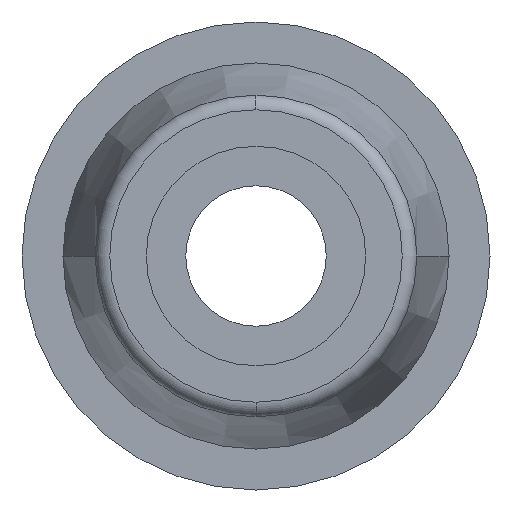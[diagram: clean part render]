
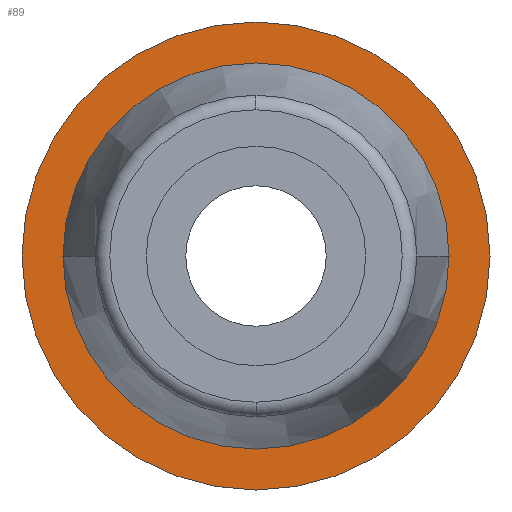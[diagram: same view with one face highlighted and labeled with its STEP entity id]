
A CAD part, front view. The second image highlights one B-rep face of the part: STEP entity #89.
In plain terms, the highlighted planar face has unit normal (0, -1, 0).
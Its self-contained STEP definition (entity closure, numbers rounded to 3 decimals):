
#89=ADVANCED_FACE('',(#224,#225),#226,.T.);
#224=FACE_OUTER_BOUND('',#413,.T.);
#225=FACE_BOUND('',#414,.T.);
#226=PLANE('',#415);
#413=EDGE_LOOP('',(#616,#617));
#414=EDGE_LOOP('',(#618,#619));
#415=AXIS2_PLACEMENT_3D('',#620,#621,#622);
#616=ORIENTED_EDGE('',*,*,#1066,.T.);
#617=ORIENTED_EDGE('',*,*,#1067,.T.);
#618=ORIENTED_EDGE('',*,*,#1068,.F.);
#619=ORIENTED_EDGE('',*,*,#1069,.F.);
#620=CARTESIAN_POINT('',(0.0,20.2,0.0));
#621=DIRECTION('',(0.0,-1.0,0.0));
#622=DIRECTION('',(-1.0,0.0,0.0));
#1066=EDGE_CURVE('',#1256,#1257,#1258,.T.);
#1067=EDGE_CURVE('',#1257,#1256,#1259,.T.);
#1068=EDGE_CURVE('',#1260,#1261,#1262,.T.);
#1069=EDGE_CURVE('',#1261,#1260,#1263,.T.);
#1256=VERTEX_POINT('',#1509);
#1257=VERTEX_POINT('',#1510);
#1258=CIRCLE('',#1511,8.0);
#1259=CIRCLE('',#1512,8.0);
#1260=VERTEX_POINT('',#1513);
#1261=VERTEX_POINT('',#1514);
#1262=CIRCLE('',#1515,6.6);
#1263=CIRCLE('',#1516,6.6);
#1509=CARTESIAN_POINT('',(8.0,20.2,0.0));
#1510=CARTESIAN_POINT('',(-8.0,20.2,0.));
#1511=AXIS2_PLACEMENT_3D('',#1785,#1786,#1787);
#1512=AXIS2_PLACEMENT_3D('',#1788,#1789,#1790);
#1513=CARTESIAN_POINT('',(-6.6,20.2,0.));
#1514=CARTESIAN_POINT('',(6.6,20.2,0.));
#1515=AXIS2_PLACEMENT_3D('',#1791,#1792,#1793);
#1516=AXIS2_PLACEMENT_3D('',#1794,#1795,#1796);
#1785=CARTESIAN_POINT('',(0.0,20.2,0.0));
#1786=DIRECTION('',(0.0,-1.0,0.0));
#1787=DIRECTION('',(1.0,0.0,0.0));
#1788=CARTESIAN_POINT('',(0.0,20.2,0.0));
#1789=DIRECTION('',(0.0,-1.0,0.0));
#1790=DIRECTION('',(1.0,0.0,0.0));
#1791=CARTESIAN_POINT('',(0.0,20.2,0.0));
#1792=DIRECTION('',(0.0,-1.0,0.0));
#1793=DIRECTION('',(1.0,0.0,0.0));
#1794=CARTESIAN_POINT('',(0.0,20.2,0.0));
#1795=DIRECTION('',(0.0,-1.0,0.0));
#1796=DIRECTION('',(1.0,0.0,0.0));
